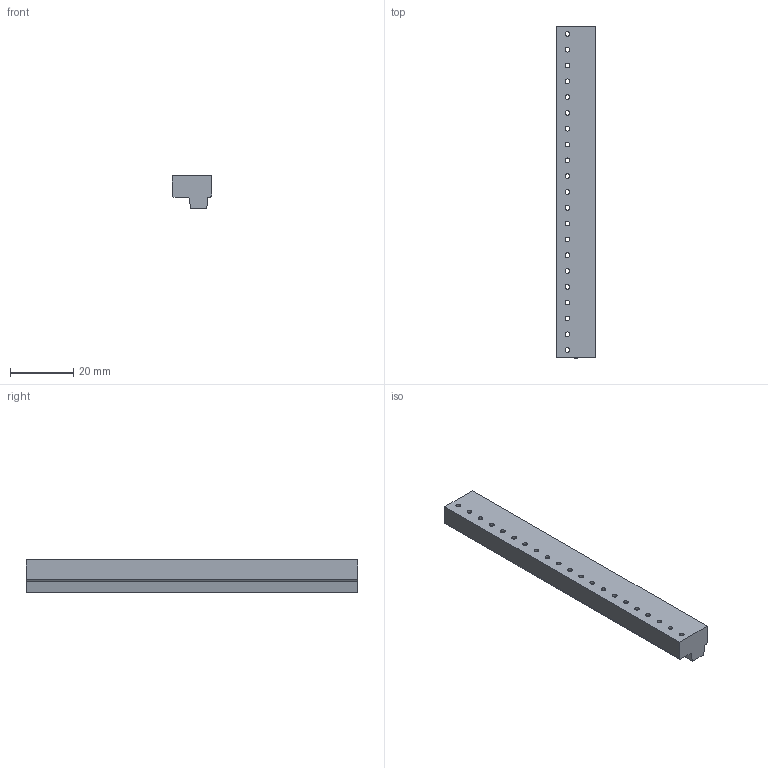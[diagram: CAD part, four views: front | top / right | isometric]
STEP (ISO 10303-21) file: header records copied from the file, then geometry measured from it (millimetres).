
FILE_DESCRIPTION((''),'2;1');
FILE_NAME('TL222T-XXP','2024-12-09T08:50:50',('sheji'),(''),'CREO PARAMETRIC BY PTC INC, 2018100','CREO PARAMETRIC BY PTC INC, 2018100','');
FILE_SCHEMA(('CONFIG_CONTROL_DESIGN'));
Length unit declared in the file: millimetre
Products named in the file (1): TL222T-XXP
Bounding box: 12.4 x 105 x 10.3 mm (x, y, z)
Volume: 9162.7 mm3; surface area: 7641.7 mm2
Topology: 1 solids, 1 shells, 1148 faces, 3060 edges, 1998 vertices
Faces by surface type: plane 955, cylinder 193
Entity records: 35368 total; most frequent: CARTESIAN_POINT 6206, ORIENTED_EDGE 6120, DIRECTION 5826, EDGE_CURVE 3060, VECTOR 2590, LINE 2590, VERTEX_POINT 1998, AXIS2_PLACEMENT_3D 1618
